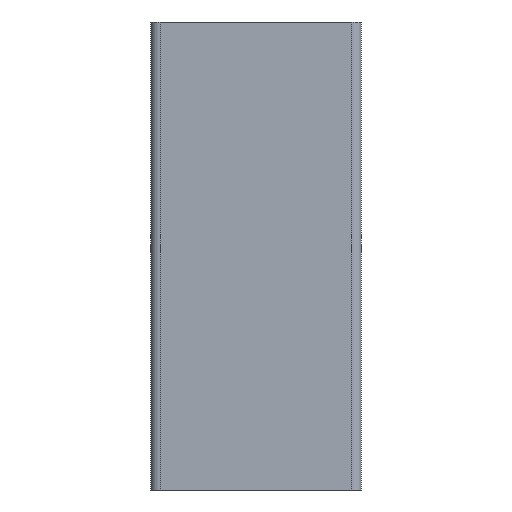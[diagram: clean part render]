
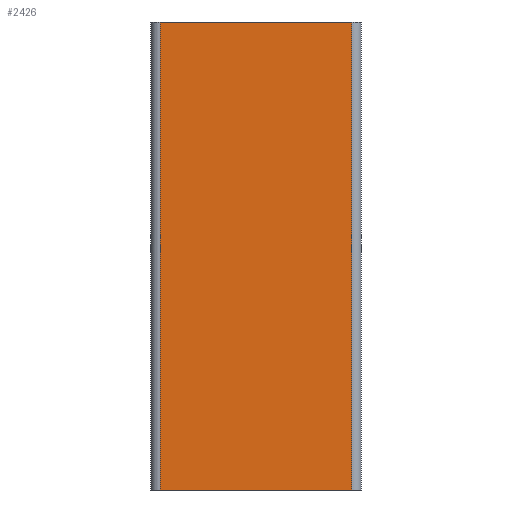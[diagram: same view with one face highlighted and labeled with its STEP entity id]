
A CAD part, left-side view. The second image highlights one B-rep face of the part: STEP entity #2426.
In plain terms, the highlighted planar face has unit normal (-1, 0, 0).
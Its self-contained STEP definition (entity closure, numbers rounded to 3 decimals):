
#222=FACE_OUTER_BOUND('',#353,.T.);
#353=EDGE_LOOP('',(#1915,#1916,#1917,#1918));
#564=LINE('',#3754,#836);
#600=LINE('',#3872,#872);
#601=LINE('',#3873,#873);
#602=LINE('',#3874,#874);
#836=VECTOR('',#3032,41.);
#872=VECTOR('',#3118,41.);
#873=VECTOR('',#3119,100.);
#874=VECTOR('',#3120,100.);
#1093=VERTEX_POINT('',#3751);
#1094=VERTEX_POINT('',#3753);
#1150=VERTEX_POINT('',#3870);
#1151=VERTEX_POINT('',#3871);
#1386=EDGE_CURVE('',#1093,#1094,#564,.T.);
#1446=EDGE_CURVE('',#1150,#1151,#600,.T.);
#1447=EDGE_CURVE('',#1094,#1151,#601,.T.);
#1448=EDGE_CURVE('',#1093,#1150,#602,.T.);
#1915=ORIENTED_EDGE('',*,*,#1446,.T.);
#1916=ORIENTED_EDGE('',*,*,#1447,.F.);
#1917=ORIENTED_EDGE('',*,*,#1386,.F.);
#1918=ORIENTED_EDGE('',*,*,#1448,.T.);
#2330=PLANE('',#2612);
#2426=ADVANCED_FACE('',(#222),#2330,.T.);
#2612=AXIS2_PLACEMENT_3D('',#3869,#3116,#3117);
#3032=DIRECTION('',(0.,1.,0.));
#3116=DIRECTION('center_axis',(-1.,0.,0.));
#3117=DIRECTION('ref_axis',(0.,0.,1.));
#3118=DIRECTION('',(0.,1.,0.));
#3119=DIRECTION('',(0.,0.,1.));
#3120=DIRECTION('',(0.,0.,1.));
#3751=CARTESIAN_POINT('',(-22.5,-20.5,0.));
#3753=CARTESIAN_POINT('',(-22.5,20.5,0.));
#3754=CARTESIAN_POINT('',(-22.5,2.05,0.));
#3869=CARTESIAN_POINT('Origin',(-22.5,4.1,0.));
#3870=CARTESIAN_POINT('',(-22.5,-20.5,100.));
#3871=CARTESIAN_POINT('',(-22.5,20.5,100.));
#3872=CARTESIAN_POINT('',(-22.5,2.05,100.));
#3873=CARTESIAN_POINT('',(-22.5,20.5,0.));
#3874=CARTESIAN_POINT('',(-22.5,-20.5,0.));
